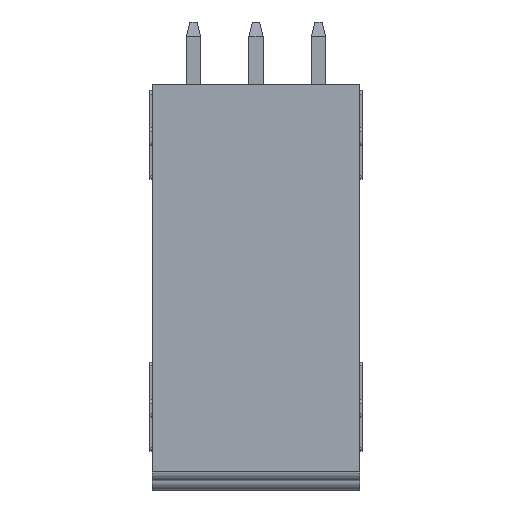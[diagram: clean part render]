
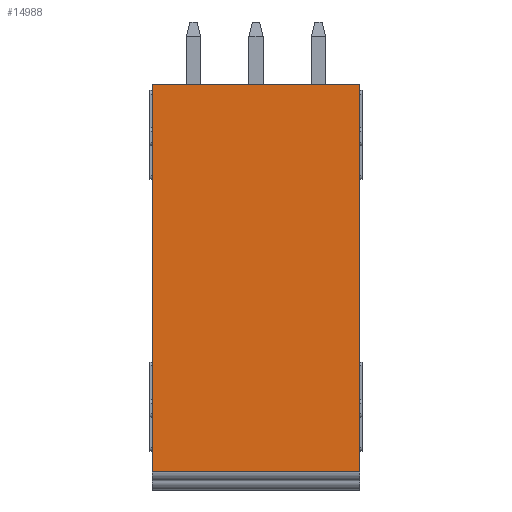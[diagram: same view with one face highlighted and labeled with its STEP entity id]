
A CAD part, top view. The second image highlights one B-rep face of the part: STEP entity #14988.
In plain terms, the highlighted planar face has unit normal (0, 0, 1).
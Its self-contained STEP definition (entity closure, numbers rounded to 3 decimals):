
#5405=DIRECTION('',(-1.,0.,0.));
#5406=VECTOR('',#5405,11.6);
#5407=CARTESIAN_POINT('',(-0.15,-10.3,9.2));
#5408=LINE('',#5407,#5406);
#5414=DIRECTION('',(0.,-1.,0.));
#5415=VECTOR('',#5414,21.7);
#5416=CARTESIAN_POINT('',(-11.75,11.4,9.2));
#5417=LINE('',#5416,#5415);
#5418=DIRECTION('',(-1.,0.,0.));
#5419=VECTOR('',#5418,11.6);
#5420=CARTESIAN_POINT('',(-0.15,11.4,9.2));
#5421=LINE('',#5420,#5419);
#5422=DIRECTION('',(0.,-1.,0.));
#5423=VECTOR('',#5422,21.7);
#5424=CARTESIAN_POINT('',(-0.15,11.4,9.2));
#5425=LINE('',#5424,#5423);
#7468=CARTESIAN_POINT('',(-0.15,11.4,9.2));
#7469=VERTEX_POINT('',#7468);
#7470=CARTESIAN_POINT('',(-0.15,-10.3,9.2));
#7471=VERTEX_POINT('',#7470);
#7592=CARTESIAN_POINT('',(-11.75,11.4,9.2));
#7593=VERTEX_POINT('',#7592);
#7594=CARTESIAN_POINT('',(-11.75,-10.3,9.2));
#7595=VERTEX_POINT('',#7594);
#14976=CARTESIAN_POINT('',(0.,11.4,9.2));
#14977=DIRECTION('',(0.,0.,1.));
#14978=DIRECTION('',(0.,-1.,0.));
#14979=AXIS2_PLACEMENT_3D('',#14976,#14977,#14978);
#14980=PLANE('',#14979);
#14981=ORIENTED_EDGE('',*,*,#11109,.F.);
#14983=ORIENTED_EDGE('',*,*,#14982,.F.);
#14984=ORIENTED_EDGE('',*,*,#14765,.T.);
#14985=ORIENTED_EDGE('',*,*,#14969,.T.);
#14986=EDGE_LOOP('',(#14981,#14983,#14984,#14985));
#14987=FACE_OUTER_BOUND('',#14986,.F.);
#14988=ADVANCED_FACE('',(#14987),#14980,.T.);
#11109=EDGE_CURVE('',#7593,#7595,#5417,.T.);
#14765=EDGE_CURVE('',#7469,#7471,#5425,.T.);
#14969=EDGE_CURVE('',#7471,#7595,#5408,.T.);
#14982=EDGE_CURVE('',#7469,#7593,#5421,.T.);
